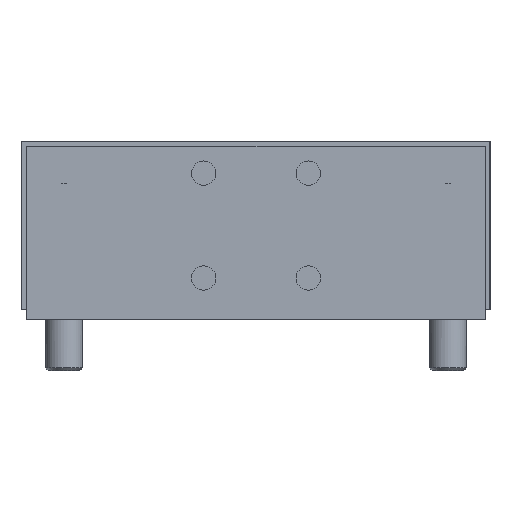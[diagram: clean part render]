
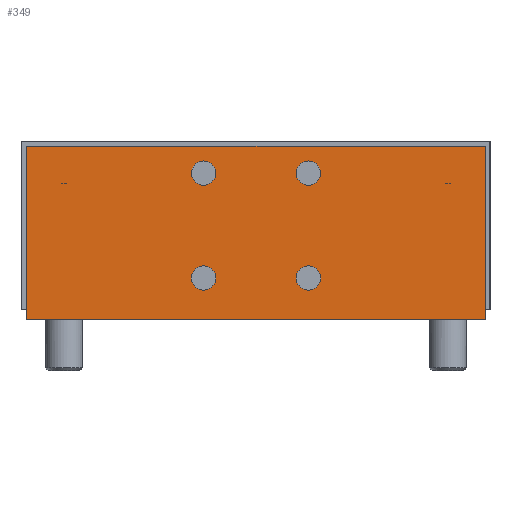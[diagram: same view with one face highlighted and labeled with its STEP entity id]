
A CAD part, left-side view. The second image highlights one B-rep face of the part: STEP entity #349.
In plain terms, the highlighted planar face has unit normal (-1, 0, 0).
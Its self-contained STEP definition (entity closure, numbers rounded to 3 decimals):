
#349 = ADVANCED_FACE( '', ( #869, #870, #871, #872, #873 ), #874, .F. );
#869 = FACE_BOUND( '', #1644, .T. );
#870 = FACE_BOUND( '', #1645, .T. );
#871 = FACE_BOUND( '', #1646, .T. );
#872 = FACE_BOUND( '', #1647, .T. );
#873 = FACE_OUTER_BOUND( '', #1648, .T. );
#874 = PLANE( '', #1649 );
#1644 = EDGE_LOOP( '', ( #2604 ) );
#1645 = EDGE_LOOP( '', ( #2605 ) );
#1646 = EDGE_LOOP( '', ( #2606 ) );
#1647 = EDGE_LOOP( '', ( #2607 ) );
#1648 = EDGE_LOOP( '', ( #2608, #2609, #2610, #2611 ) );
#1649 = AXIS2_PLACEMENT_3D( '', #2612, #2613, #2614 );
#2604 = ORIENTED_EDGE( '', *, *, #3764, .T. );
#2605 = ORIENTED_EDGE( '', *, *, #3793, .T. );
#2606 = ORIENTED_EDGE( '', *, *, #3794, .T. );
#2607 = ORIENTED_EDGE( '', *, *, #3795, .T. );
#2608 = ORIENTED_EDGE( '', *, *, #3796, .F. );
#2609 = ORIENTED_EDGE( '', *, *, #3595, .F. );
#2610 = ORIENTED_EDGE( '', *, *, #3797, .F. );
#2611 = ORIENTED_EDGE( '', *, *, #3798, .F. );
#2612 = CARTESIAN_POINT( '', ( -171., -28., 18. ) );
#2613 = DIRECTION( '', ( 1., 0., 0. ) );
#2614 = DIRECTION( '', ( 0., 1., 0. ) );
#3595 = EDGE_CURVE( '', #4111, #4113, #4114, .T. );
#3764 = EDGE_CURVE( '', #4393, #4393, #4394, .T. );
#3793 = EDGE_CURVE( '', #4441, #4441, #4442, .T. );
#3794 = EDGE_CURVE( '', #4443, #4443, #4444, .T. );
#3795 = EDGE_CURVE( '', #4445, #4445, #4446, .T. );
#3796 = EDGE_CURVE( '', #4113, #4447, #4448, .T. );
#3797 = EDGE_CURVE( '', #4449, #4111, #4450, .T. );
#3798 = EDGE_CURVE( '', #4447, #4449, #4451, .T. );
#4111 = VERTEX_POINT( '', #4901 );
#4113 = VERTEX_POINT( '', #4904 );
#4114 = LINE( '', #4905, #4906 );
#4393 = VERTEX_POINT( '', #5277 );
#4394 = CIRCLE( '', #5278, 2.6 );
#4441 = VERTEX_POINT( '', #5337 );
#4442 = CIRCLE( '', #5338, 2.6 );
#4443 = VERTEX_POINT( '', #5339 );
#4444 = CIRCLE( '', #5340, 2.6 );
#4445 = VERTEX_POINT( '', #5341 );
#4446 = CIRCLE( '', #5342, 2.6 );
#4447 = VERTEX_POINT( '', #5343 );
#4448 = LINE( '', #5344, #5345 );
#4449 = VERTEX_POINT( '', #5346 );
#4450 = LINE( '', #5347, #5348 );
#4451 = LINE( '', #5349, #5350 );
#4901 = CARTESIAN_POINT( '', ( -171., -49., 35. ) );
#4904 = CARTESIAN_POINT( '', ( -171., -49., -2. ) );
#4905 = CARTESIAN_POINT( '', ( -171., -49., 35. ) );
#4906 = VECTOR( '', #5881, 1000. );
#5277 = CARTESIAN_POINT( '', ( -171., 13.8, 6.8 ) );
#5278 = AXIS2_PLACEMENT_3D( '', #6121, #6122, #6123 );
#5337 = CARTESIAN_POINT( '', ( -171., -8.6, 6.8 ) );
#5338 = AXIS2_PLACEMENT_3D( '', #6163, #6164, #6165 );
#5339 = CARTESIAN_POINT( '', ( -171., 13.8, 29.2 ) );
#5340 = AXIS2_PLACEMENT_3D( '', #6166, #6167, #6168 );
#5341 = CARTESIAN_POINT( '', ( -171., -8.6, 29.2 ) );
#5342 = AXIS2_PLACEMENT_3D( '', #6169, #6170, #6171 );
#5343 = CARTESIAN_POINT( '', ( -171., 49., -2. ) );
#5344 = CARTESIAN_POINT( '', ( -171., -49., -2. ) );
#5345 = VECTOR( '', #6172, 1000. );
#5346 = CARTESIAN_POINT( '', ( -171., 49., 35. ) );
#5347 = CARTESIAN_POINT( '', ( -171., 49., 35. ) );
#5348 = VECTOR( '', #6173, 1000. );
#5349 = CARTESIAN_POINT( '', ( -171., 49., -2. ) );
#5350 = VECTOR( '', #6174, 1000. );
#5881 = DIRECTION( '', ( 0., 0., -1. ) );
#6121 = CARTESIAN_POINT( '', ( -171., 11.2, 6.8 ) );
#6122 = DIRECTION( '', ( 1., 0., 0. ) );
#6123 = DIRECTION( '', ( 0., 1., 0. ) );
#6163 = CARTESIAN_POINT( '', ( -171., -11.2, 6.8 ) );
#6164 = DIRECTION( '', ( 1., 0., 0. ) );
#6165 = DIRECTION( '', ( 0., 1., 0. ) );
#6166 = CARTESIAN_POINT( '', ( -171., 11.2, 29.2 ) );
#6167 = DIRECTION( '', ( 1., 0., 0. ) );
#6168 = DIRECTION( '', ( 0., 1., 0. ) );
#6169 = CARTESIAN_POINT( '', ( -171., -11.2, 29.2 ) );
#6170 = DIRECTION( '', ( 1., 0., 0. ) );
#6171 = DIRECTION( '', ( 0., 1., 0. ) );
#6172 = DIRECTION( '', ( 0., 1., 0. ) );
#6173 = DIRECTION( '', ( 0., -1., 0. ) );
#6174 = DIRECTION( '', ( 0., 0., 1. ) );
